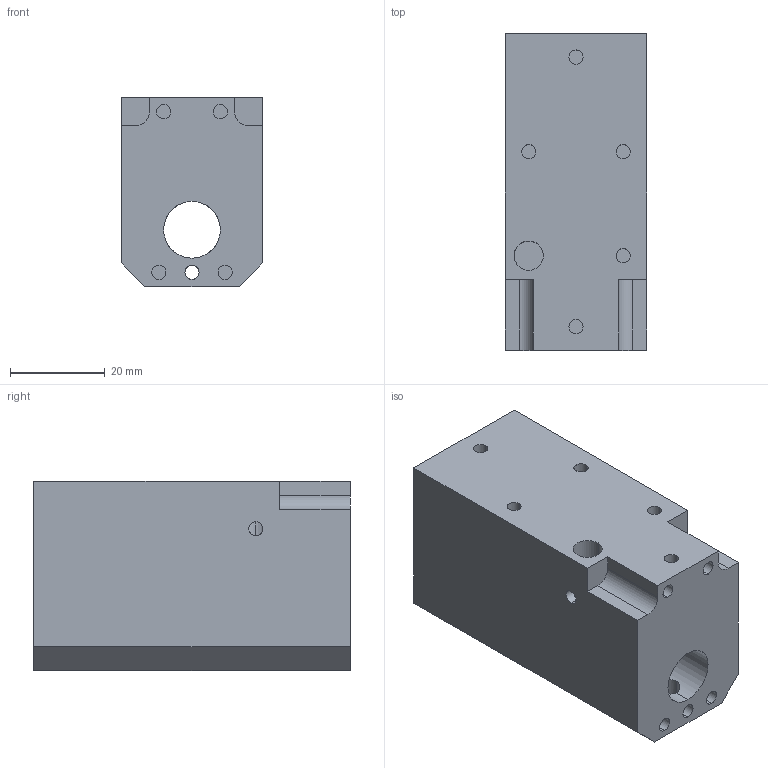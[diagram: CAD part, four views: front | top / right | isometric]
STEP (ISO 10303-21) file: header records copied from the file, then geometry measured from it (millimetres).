
FILE_DESCRIPTION (( 'STEP AP203' ), '1' );
FILE_NAME ('Main Body.STEP', '2019-02-28T04:00:39', ( '' ), ( '' ), 'SwSTEP 2.0', 'SolidWorks 2018', '' );
FILE_SCHEMA (( 'CONFIG_CONTROL_DESIGN' ));
Length unit declared in the file: millimetre
Products named in the file (1): Main Body
Bounding box: 30 x 67 x 40 mm (x, y, z)
Volume: 67849.4 mm3; surface area: 14730.3 mm2
Topology: 1 solids, 1 shells, 61 faces, 154 edges, 102 vertices
Faces by surface type: cylinder 35, plane 26
Entity records: 2234 total; most frequent: CARTESIAN_POINT 638, DIRECTION 319, ORIENTED_EDGE 308, EDGE_CURVE 154, AXIS2_PLACEMENT_3D 119, VERTEX_POINT 102, LINE 81, VECTOR 81
